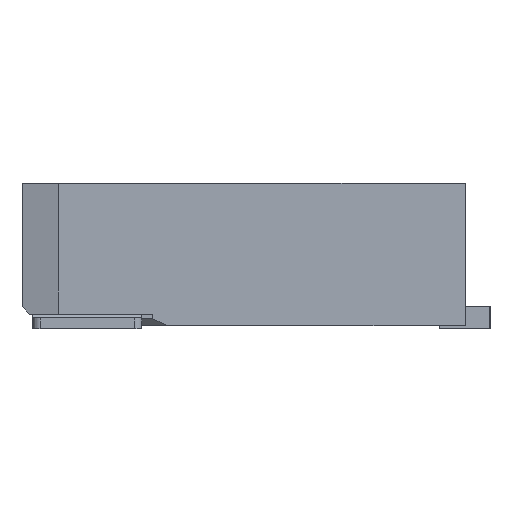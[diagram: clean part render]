
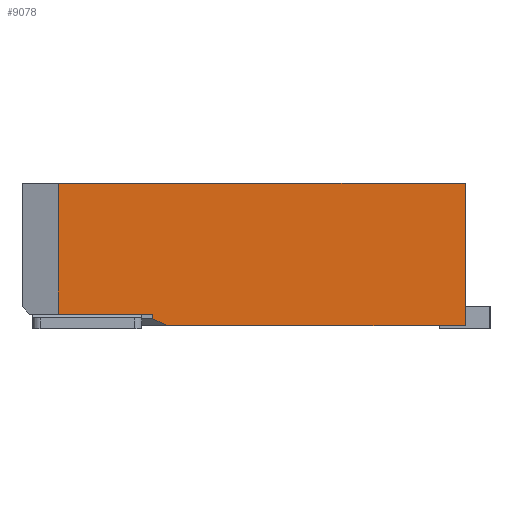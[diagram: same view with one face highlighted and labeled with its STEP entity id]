
A CAD part, left-side view. The second image highlights one B-rep face of the part: STEP entity #9078.
In plain terms, the highlighted planar face has unit normal (-1, 0, 0).
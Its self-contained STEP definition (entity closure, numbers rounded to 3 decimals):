
#49=DIRECTION('',(0.,-1.,0.));
#50=VECTOR('',#49,4.1);
#51=CARTESIAN_POINT('',(-7.875,4.1,-0.98));
#52=LINE('',#51,#50);
#1115=DIRECTION('',(0.,-1.,0.));
#1116=VECTOR('',#1115,5.6);
#1117=CARTESIAN_POINT('',(-7.875,5.6,0.98));
#1118=LINE('',#1117,#1116);
#2543=DIRECTION('',(0.,0.,1.));
#2544=VECTOR('',#2543,1.96);
#2545=CARTESIAN_POINT('',(-7.875,0.,-0.98));
#2546=LINE('',#2545,#2544);
#2655=DIRECTION('',(0.,-1.,0.));
#2656=VECTOR('',#2655,1.3);
#2657=CARTESIAN_POINT('',(-7.875,5.6,-0.82));
#2658=LINE('',#2657,#2656);
#2659=DIRECTION('',(0.,0.,1.));
#2660=VECTOR('',#2659,1.8);
#2661=CARTESIAN_POINT('',(-7.875,5.6,-0.82));
#2662=LINE('',#2661,#2660);
#2663=DIRECTION('',(0.,-0.894,-0.447));
#2664=VECTOR('',#2663,0.224);
#2665=CARTESIAN_POINT('',(-7.875,4.3,-0.88));
#2666=LINE('',#2665,#2664);
#2667=DIRECTION('',(0.,0.,-1.));
#2668=VECTOR('',#2667,0.06);
#2669=CARTESIAN_POINT('',(-7.875,4.3,-0.82));
#2670=LINE('',#2669,#2668);
#4285=CARTESIAN_POINT('',(-7.875,5.6,0.98));
#4286=CARTESIAN_POINT('',(-7.875,0.,0.98));
#4287=VERTEX_POINT('',#4285);
#4288=VERTEX_POINT('',#4286);
#4297=CARTESIAN_POINT('',(-7.875,0.,-0.98));
#4298=VERTEX_POINT('',#4297);
#4589=CARTESIAN_POINT('',(-7.875,5.6,-0.82));
#4590=CARTESIAN_POINT('',(-7.875,4.3,-0.82));
#4591=VERTEX_POINT('',#4589);
#4592=VERTEX_POINT('',#4590);
#4593=CARTESIAN_POINT('',(-7.875,4.3,-0.88));
#4594=VERTEX_POINT('',#4593);
#4595=CARTESIAN_POINT('',(-7.875,4.1,-0.98));
#4596=VERTEX_POINT('',#4595);
#9062=CARTESIAN_POINT('',(-7.875,5.6,-0.98));
#9063=DIRECTION('',(-1.,0.,0.));
#9064=DIRECTION('',(0.,-1.,0.));
#9065=AXIS2_PLACEMENT_3D('',#9062,#9063,#9064);
#9066=PLANE('',#9065);
#9068=ORIENTED_EDGE('',*,*,#9067,.F.);
#9070=ORIENTED_EDGE('',*,*,#9069,.T.);
#9071=ORIENTED_EDGE('',*,*,#6946,.T.);
#9072=ORIENTED_EDGE('',*,*,#8840,.F.);
#9073=ORIENTED_EDGE('',*,*,#5650,.F.);
#9074=ORIENTED_EDGE('',*,*,#6613,.F.);
#9075=ORIENTED_EDGE('',*,*,#6631,.F.);
#9076=EDGE_LOOP('',(#9068,#9070,#9071,#9072,#9073,#9074,#9075));
#9077=FACE_OUTER_BOUND('',#9076,.F.);
#9078=ADVANCED_FACE('',(#9077),#9066,.T.);
#5650=EDGE_CURVE('',#4596,#4298,#52,.T.);
#6613=EDGE_CURVE('',#4594,#4596,#2666,.T.);
#6631=EDGE_CURVE('',#4592,#4594,#2670,.T.);
#6946=EDGE_CURVE('',#4287,#4288,#1118,.T.);
#8840=EDGE_CURVE('',#4298,#4288,#2546,.T.);
#9067=EDGE_CURVE('',#4591,#4592,#2658,.T.);
#9069=EDGE_CURVE('',#4591,#4287,#2662,.T.);
